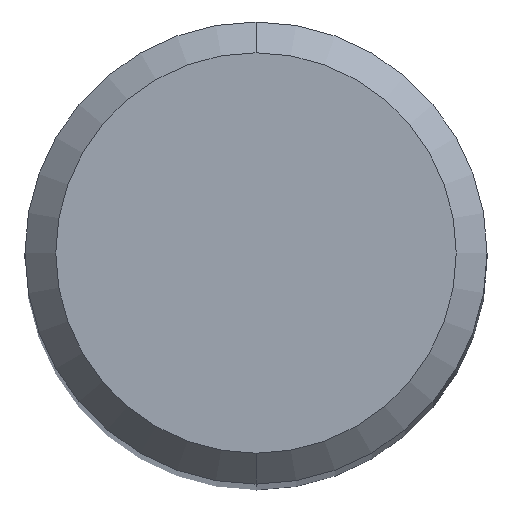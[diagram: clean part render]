
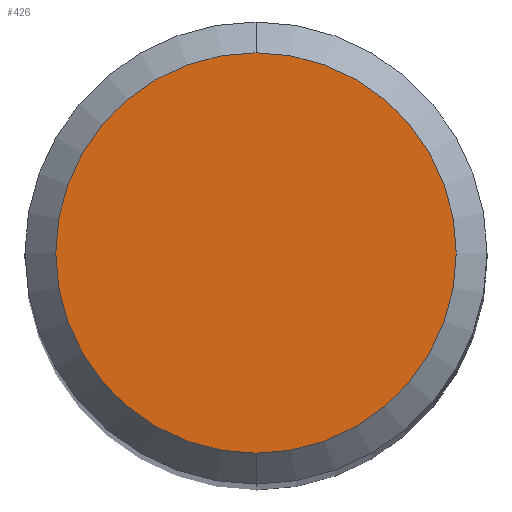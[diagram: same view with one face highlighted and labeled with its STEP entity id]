
A CAD part, top view. The second image highlights one B-rep face of the part: STEP entity #426.
In plain terms, the highlighted planar face has unit normal (0, 0, 1).
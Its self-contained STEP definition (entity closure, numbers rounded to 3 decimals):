
#192=EDGE_CURVE('',#378,#286,#502,.T.);
#286=VERTEX_POINT('',#606);
#378=VERTEX_POINT('',#709);
#426=ADVANCED_FACE('',(#761),#762,.T.);
#438=EDGE_CURVE('',#286,#378,#775,.T.);
#502=CIRCLE('',#858,2.6);
#606=CARTESIAN_POINT('',(0.0,2.6,0.0));
#709=CARTESIAN_POINT('',(0.,-2.6,0.0));
#761=FACE_OUTER_BOUND('',#1364,.T.);
#762=PLANE('',#1365);
#775=CIRCLE('',#1382,2.6);
#858=AXIS2_PLACEMENT_3D('',#1466,#1467,#1468);
#1364=EDGE_LOOP('',(#1774,#1775));
#1365=AXIS2_PLACEMENT_3D('',#1776,#1777,#1778);
#1382=AXIS2_PLACEMENT_3D('',#1791,#1792,#1793);
#1466=CARTESIAN_POINT('',(0.0,0.0,0.0));
#1467=DIRECTION('',(0.0,0.0,-1.0));
#1468=DIRECTION('',(0.0,1.0,0.0));
#1774=ORIENTED_EDGE('',*,*,#438,.F.);
#1775=ORIENTED_EDGE('',*,*,#192,.F.);
#1776=CARTESIAN_POINT('',(0.0,1.3,0.0));
#1777=DIRECTION('',(-0.0,0.0,1.0));
#1778=DIRECTION('',(0.0,-1.0,0.0));
#1791=CARTESIAN_POINT('',(0.0,0.0,0.0));
#1792=DIRECTION('',(0.0,0.0,-1.0));
#1793=DIRECTION('',(0.0,1.0,0.0));
